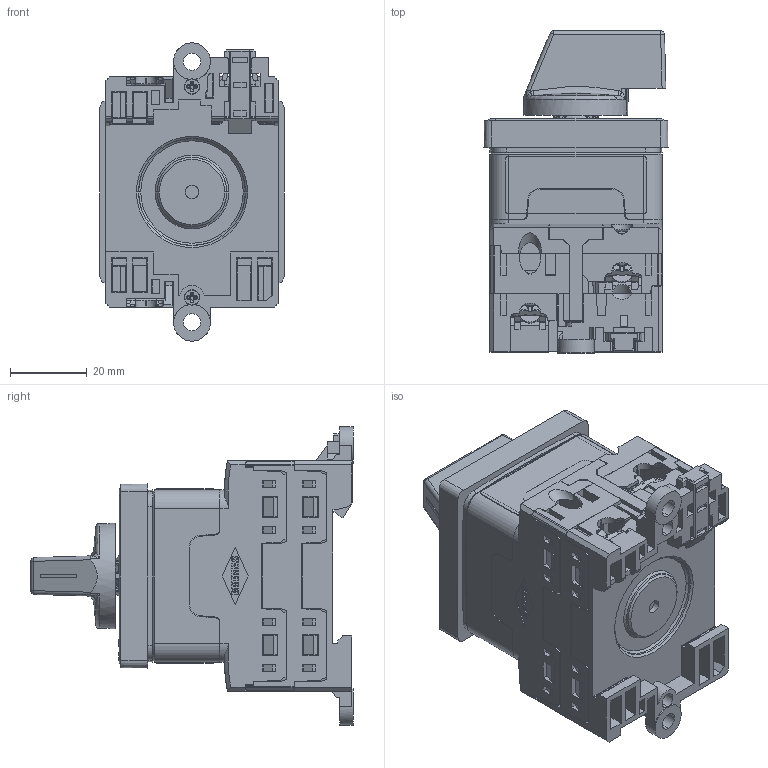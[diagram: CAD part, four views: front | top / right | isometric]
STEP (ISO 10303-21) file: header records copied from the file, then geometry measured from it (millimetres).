
FILE_DESCRIPTION((''),'2;1');
FILE_NAME('VAFK_120A1E0_RV4_ASM','2018-03-22T',('civetti_f'),(''),'PRO/ENGINEER BY PARAMETRIC TECHNOLOGY CORPORATION, 2011080','PRO/ENGINEER BY PARAMETRIC TECHNOLOGY CORPORATION, 2011080','');
FILE_SCHEMA(('CONFIG_CONTROL_DESIGN'));
Products named in the file (32): 6944-001; 6944-001-GR0_ASM; 2006_1; 6918-F; G1887A_ASM; 7035-002F; G1899A_ASM; 7035-002F_AF0; G2103_ASM; 6867_PIENO; 6854_PIENO; 6860_PIENO; 6858_PIENO; 6377-2_PIENO; 6872-OFF-O-I-ON_90; VAG-RV4L_0_ORE9_3D_PIENO_ASM; VAGK1FR1A_RV4_9_ASM; 7093; 7092-002; 6952_A; 6953_A; G_1876_A; G_1876_B; G_1876_ASM; VAGK0SB_ASM; 7094; 6593_COPIA; 6561_010; VAGK-TB-_ASM; 6893-002; 7070_NEUTRA; VAFK_120A1E0_RV4_ASM
Assembly tree (39 placements, depth 4):
  VAFK_120A1E0_RV4_ASM
    VAGK1FR1A_RV4_9_ASM
      6944-001-GR0_ASM
        6944-001
      2006_1
      G1887A_ASM
        6918-F
      G1899A_ASM
        7035-002F
      G2103_ASM
        7035-002F_AF0
      VAG-RV4L_0_ORE9_3D_PIENO_ASM
        6867_PIENO
        6854_PIENO
        6860_PIENO
        6858_PIENO
        6377-2_PIENO
        6872-OFF-O-I-ON_90
    7093
    VAGK0SB_ASM
      7092-002
      6952_A
      6953_A
      G_1876_ASM  x2
        G_1876_A
        G_1876_B
    VAGK-TB-_ASM
      7094
      6952_A
      6953_A
      G_1876_ASM  x2
        G_1876_A
        G_1876_B
      6593_COPIA
      6561_010  x2
    6893-002  x2
    7070_NEUTRA  x2
Bounding box: 48 x 84.04 x 77.8 mm (x, y, z)
Volume: 142781.1 mm3; surface area: 72177 mm2
Topology: 33 solids, 36 shells, 3250 faces, 8684 edges, 5613 vertices
Faces by surface type: plane 2302, cylinder 518, cone 201, bspline 108, torus 69, sphere 32, extrusion 20
Entity records: 97387 total; most frequent: CARTESIAN_POINT 27196, ORIENTED_EDGE 15006, DIRECTION 13523, EDGE_CURVE 7503, VECTOR 5965, LINE 5945, VERTEX_POINT 4877, AXIS2_PLACEMENT_3D 3779
